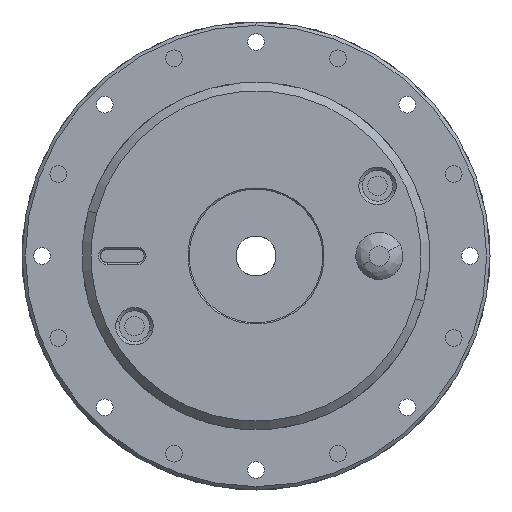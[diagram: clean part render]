
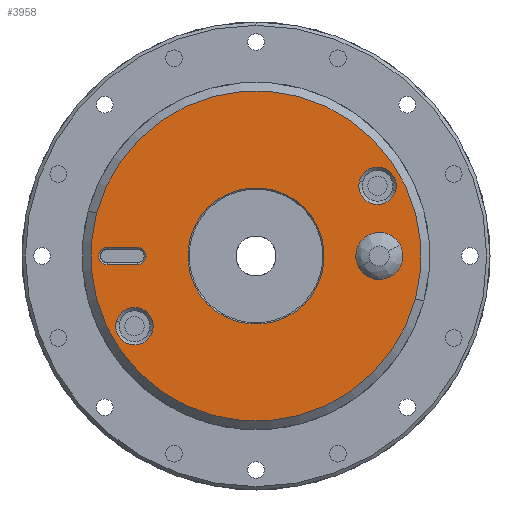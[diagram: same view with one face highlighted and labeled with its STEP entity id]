
A CAD part, left-side view. The second image highlights one B-rep face of the part: STEP entity #3958.
In plain terms, the highlighted face is planar.
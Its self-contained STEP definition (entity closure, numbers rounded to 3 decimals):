
#24 = CIRCLE ( 'NONE', #9045, 3. ) ;
#123 = DIRECTION ( 'NONE',  ( 0., 0., 1. ) ) ;
#210 = CIRCLE ( 'NONE', #19140, 24.7 ) ;
#594 = EDGE_CURVE ( 'NONE', #17866, #4317, #13575, .T. ) ;
#727 = DIRECTION ( 'NONE',  ( 1., 0., 0. ) ) ;
#1071 = EDGE_CURVE ( 'NONE', #8654, #21340, #19988, .T. ) ;
#1124 = AXIS2_PLACEMENT_3D ( 'NONE', #5728, #5661, #4841 ) ;
#1167 = EDGE_CURVE ( 'NONE', #1293, #11889, #18932, .T. ) ;
#1168 = EDGE_LOOP ( 'NONE', ( #2653, #16142 ) ) ;
#1212 = CARTESIAN_POINT ( 'NONE',  ( -12.049, -14.849, 7. ) ) ;
#1293 = VERTEX_POINT ( 'NONE', #1755 ) ;
#1359 = AXIS2_PLACEMENT_3D ( 'NONE', #5039, #4891, #4871 ) ;
#1568 = CIRCLE ( 'NONE', #1124, 2.8 ) ;
#1755 = CARTESIAN_POINT ( 'NONE',  ( -10.2, 0., 7. ) ) ;
#1893 = ORIENTED_EDGE ( 'NONE', *, *, #17499, .T. ) ;
#2653 = ORIENTED_EDGE ( 'NONE', *, *, #2799, .F. ) ;
#2799 = EDGE_CURVE ( 'NONE', #19627, #18220, #20474, .T. ) ;
#2882 = CIRCLE ( 'NONE', #15286, 2.8 ) ;
#2919 = EDGE_LOOP ( 'NONE', ( #12286, #15857 ) ) ;
#3014 = DIRECTION ( 'NONE',  ( 1., 0., 0. ) ) ;
#3044 = ORIENTED_EDGE ( 'NONE', *, *, #3285, .F. ) ;
#3285 = EDGE_CURVE ( 'NONE', #3491, #7557, #2882, .T. ) ;
#3468 = AXIS2_PLACEMENT_3D ( 'NONE', #6091, #6094, #6695 ) ;
#3491 = VERTEX_POINT ( 'NONE', #6097 ) ;
#3958 = ADVANCED_FACE ( 'NONE', ( #7934, #6098, #7885, #8004, #6146, #6177 ), #21024, .T. ) ;
#4173 = VERTEX_POINT ( 'NONE', #10702 ) ;
#4249 = AXIS2_PLACEMENT_3D ( 'NONE', #11039, #10888, #10811 ) ;
#4265 = CARTESIAN_POINT ( 'NONE',  ( 0., 0., 7. ) ) ;
#4297 = DIRECTION ( 'NONE',  ( 0., 0., -1. ) ) ;
#4312 = DIRECTION ( 'NONE',  ( 1., 0., 0. ) ) ;
#4317 = VERTEX_POINT ( 'NONE', #22469 ) ;
#4659 = EDGE_CURVE ( 'NONE', #18220, #19627, #24, .T. ) ;
#4841 = DIRECTION ( 'NONE',  ( 1., 0., 0. ) ) ;
#4871 = DIRECTION ( 'NONE',  ( 1., 0., 0. ) ) ;
#4891 = DIRECTION ( 'NONE',  ( 0., 0., 1. ) ) ;
#5039 = CARTESIAN_POINT ( 'NONE',  ( 14.849, 14.849, 7. ) ) ;
#5337 = EDGE_LOOP ( 'NONE', ( #6549, #17391 ) ) ;
#5661 = DIRECTION ( 'NONE',  ( 0., 0., 1. ) ) ;
#5728 = CARTESIAN_POINT ( 'NONE',  ( -14.849, -14.849, 7. ) ) ;
#5937 = CARTESIAN_POINT ( 'NONE',  ( -14.821, -4.775, 7. ) ) ;
#6091 = CARTESIAN_POINT ( 'NONE',  ( 0., 0., 7. ) ) ;
#6094 = DIRECTION ( 'NONE',  ( 0., 0., -1. ) ) ;
#6097 = CARTESIAN_POINT ( 'NONE',  ( 17.649, 14.849, 7. ) ) ;
#6098 = FACE_BOUND ( 'NONE', #2919, .T. ) ;
#6146 = FACE_BOUND ( 'NONE', #15465, .T. ) ;
#6177 = FACE_OUTER_BOUND ( 'NONE', #14199, .T. ) ;
#6240 = LINE ( 'NONE', #12518, #6446 ) ;
#6446 = VECTOR ( 'NONE', #14446, 1000. ) ;
#6549 = ORIENTED_EDGE ( 'NONE', *, *, #11560, .F. ) ;
#6634 = EDGE_LOOP ( 'NONE', ( #9310, #1893, #22814, #12535, #13452 ) ) ;
#6695 = DIRECTION ( 'NONE',  ( 1., 0., 0. ) ) ;
#6968 = CARTESIAN_POINT ( 'NONE',  ( -17.649, -14.849, 7. ) ) ;
#7361 = DIRECTION ( 'NONE',  ( 0., 0., -1. ) ) ;
#7426 = VECTOR ( 'NONE', #21744, 1000. ) ;
#7557 = VERTEX_POINT ( 'NONE', #9829 ) ;
#7650 = DIRECTION ( 'NONE',  ( 0., 0., 1. ) ) ;
#7885 = FACE_BOUND ( 'NONE', #6634, .T. ) ;
#7934 = FACE_BOUND ( 'NONE', #1168, .T. ) ;
#8004 = FACE_BOUND ( 'NONE', #5337, .T. ) ;
#8550 = CARTESIAN_POINT ( 'NONE',  ( -17.821, -4.775, 7. ) ) ;
#8654 = VERTEX_POINT ( 'NONE', #21290 ) ;
#9045 = AXIS2_PLACEMENT_3D ( 'NONE', #10954, #10603, #3014 ) ;
#9187 = EDGE_CURVE ( 'NONE', #21340, #12799, #22632, .T. ) ;
#9188 = AXIS2_PLACEMENT_3D ( 'NONE', #8550, #12605, #12632 ) ;
#9271 = EDGE_CURVE ( 'NONE', #12799, #17866, #19685, .T. ) ;
#9310 = ORIENTED_EDGE ( 'NONE', *, *, #594, .T. ) ;
#9829 = CARTESIAN_POINT ( 'NONE',  ( 12.049, 14.849, 7. ) ) ;
#9986 = EDGE_CURVE ( 'NONE', #7557, #3491, #22928, .T. ) ;
#10233 = EDGE_CURVE ( 'NONE', #4173, #20366, #210, .T. ) ;
#10603 = DIRECTION ( 'NONE',  ( 0., 0., 1. ) ) ;
#10702 = CARTESIAN_POINT ( 'NONE',  ( -24.7, 0., 7. ) ) ;
#10733 = CARTESIAN_POINT ( 'NONE',  ( 21.492, 5.759, 7. ) ) ;
#10811 = DIRECTION ( 'NONE',  ( 1., 0., 0. ) ) ;
#10879 = ORIENTED_EDGE ( 'NONE', *, *, #19123, .T. ) ;
#10888 = DIRECTION ( 'NONE',  ( 0., 0., -1. ) ) ;
#10954 = CARTESIAN_POINT ( 'NONE',  ( -17.821, -4.775, 7. ) ) ;
#11039 = CARTESIAN_POINT ( 'NONE',  ( 21.492, 5.759, 7. ) ) ;
#11087 = DIRECTION ( 'NONE',  ( 1., 0., 0. ) ) ;
#11560 = EDGE_CURVE ( 'NONE', #14429, #19739, #1568, .T. ) ;
#11563 = DIRECTION ( 'NONE',  ( 0., 0., 1. ) ) ;
#11665 = CARTESIAN_POINT ( 'NONE',  ( 0., 0., 7. ) ) ;
#11785 = DIRECTION ( 'NONE',  ( 0., 0., -1. ) ) ;
#11825 = CARTESIAN_POINT ( 'NONE',  ( 24.7, 0., 7. ) ) ;
#11866 = DIRECTION ( 'NONE',  ( 1., 0., 0. ) ) ;
#11889 = VERTEX_POINT ( 'NONE', #18185 ) ;
#12286 = ORIENTED_EDGE ( 'NONE', *, *, #19374, .T. ) ;
#12518 = CARTESIAN_POINT ( 'NONE',  ( 21.155, 7.014, 7. ) ) ;
#12535 = ORIENTED_EDGE ( 'NONE', *, *, #9187, .T. ) ;
#12539 = CARTESIAN_POINT ( 'NONE',  ( 22.792, 5.759, 7. ) ) ;
#12605 = DIRECTION ( 'NONE',  ( 0., 0., 1. ) ) ;
#12606 = CIRCLE ( 'NONE', #14752, 2.8 ) ;
#12632 = DIRECTION ( 'NONE',  ( 1., 0., 0. ) ) ;
#12799 = VERTEX_POINT ( 'NONE', #22748 ) ;
#13452 = ORIENTED_EDGE ( 'NONE', *, *, #9271, .T. ) ;
#13528 = CIRCLE ( 'NONE', #21376, 24.7 ) ;
#13575 = CIRCLE ( 'NONE', #21478, 1.3 ) ;
#13695 = AXIS2_PLACEMENT_3D ( 'NONE', #21615, #7650, #15390 ) ;
#14199 = EDGE_LOOP ( 'NONE', ( #20225, #10879 ) ) ;
#14427 = CARTESIAN_POINT ( 'NONE',  ( 17.145, 4.594, 7. ) ) ;
#14429 = VERTEX_POINT ( 'NONE', #1212 ) ;
#14446 = DIRECTION ( 'NONE',  ( 0.966, 0.259, 0. ) ) ;
#14483 = CIRCLE ( 'NONE', #21116, 10.2 ) ;
#14752 = AXIS2_PLACEMENT_3D ( 'NONE', #14986, #22605, #20682 ) ;
#14986 = CARTESIAN_POINT ( 'NONE',  ( -14.849, -14.849, 7. ) ) ;
#15286 = AXIS2_PLACEMENT_3D ( 'NONE', #17572, #17590, #17481 ) ;
#15390 = DIRECTION ( 'NONE',  ( 1., 0., 0. ) ) ;
#15465 = EDGE_LOOP ( 'NONE', ( #3044, #22218 ) ) ;
#15587 = CARTESIAN_POINT ( 'NONE',  ( -20.821, -4.775, 7. ) ) ;
#15857 = ORIENTED_EDGE ( 'NONE', *, *, #1167, .T. ) ;
#16138 = DIRECTION ( 'NONE',  ( 1., 0., 0. ) ) ;
#16142 = ORIENTED_EDGE ( 'NONE', *, *, #4659, .F. ) ;
#17307 = CARTESIAN_POINT ( 'NONE',  ( 17.482, 3.338, 7. ) ) ;
#17391 = ORIENTED_EDGE ( 'NONE', *, *, #18908, .F. ) ;
#17481 = DIRECTION ( 'NONE',  ( 1., 0., 0. ) ) ;
#17499 = EDGE_CURVE ( 'NONE', #4317, #8654, #6240, .T. ) ;
#17572 = CARTESIAN_POINT ( 'NONE',  ( 14.849, 14.849, 7. ) ) ;
#17590 = DIRECTION ( 'NONE',  ( 0., 0., 1. ) ) ;
#17866 = VERTEX_POINT ( 'NONE', #17307 ) ;
#18185 = CARTESIAN_POINT ( 'NONE',  ( 10.2, 0., 7. ) ) ;
#18220 = VERTEX_POINT ( 'NONE', #15587 ) ;
#18812 = AXIS2_PLACEMENT_3D ( 'NONE', #10733, #11785, #16138 ) ;
#18908 = EDGE_CURVE ( 'NONE', #19739, #14429, #12606, .T. ) ;
#18932 = CIRCLE ( 'NONE', #3468, 10.2 ) ;
#19123 = EDGE_CURVE ( 'NONE', #20366, #4173, #13528, .T. ) ;
#19140 = AXIS2_PLACEMENT_3D ( 'NONE', #11665, #11563, #11087 ) ;
#19374 = EDGE_CURVE ( 'NONE', #11889, #1293, #14483, .T. ) ;
#19397 = CARTESIAN_POINT ( 'NONE',  ( 17.482, 3.338, 7. ) ) ;
#19627 = VERTEX_POINT ( 'NONE', #5937 ) ;
#19685 = LINE ( 'NONE', #19397, #7426 ) ;
#19739 = VERTEX_POINT ( 'NONE', #6968 ) ;
#19988 = CIRCLE ( 'NONE', #18812, 1.3 ) ;
#20225 = ORIENTED_EDGE ( 'NONE', *, *, #10233, .T. ) ;
#20366 = VERTEX_POINT ( 'NONE', #11825 ) ;
#20474 = CIRCLE ( 'NONE', #9188, 3. ) ;
#20682 = DIRECTION ( 'NONE',  ( 1., 0., 0. ) ) ;
#21024 = PLANE ( 'NONE',  #13695 ) ;
#21116 = AXIS2_PLACEMENT_3D ( 'NONE', #4265, #4297, #4312 ) ;
#21290 = CARTESIAN_POINT ( 'NONE',  ( 21.155, 7.014, 7. ) ) ;
#21340 = VERTEX_POINT ( 'NONE', #12539 ) ;
#21376 = AXIS2_PLACEMENT_3D ( 'NONE', #21754, #123, #727 ) ;
#21478 = AXIS2_PLACEMENT_3D ( 'NONE', #14427, #7361, #11866 ) ;
#21615 = CARTESIAN_POINT ( 'NONE',  ( 0., 0., 7. ) ) ;
#21744 = DIRECTION ( 'NONE',  ( -0.966, -0.259, 0. ) ) ;
#21754 = CARTESIAN_POINT ( 'NONE',  ( 0., 0., 7. ) ) ;
#22218 = ORIENTED_EDGE ( 'NONE', *, *, #9986, .F. ) ;
#22469 = CARTESIAN_POINT ( 'NONE',  ( 16.809, 5.85, 7. ) ) ;
#22605 = DIRECTION ( 'NONE',  ( 0., 0., 1. ) ) ;
#22632 = CIRCLE ( 'NONE', #4249, 1.3 ) ;
#22748 = CARTESIAN_POINT ( 'NONE',  ( 21.828, 4.503, 7. ) ) ;
#22814 = ORIENTED_EDGE ( 'NONE', *, *, #1071, .T. ) ;
#22928 = CIRCLE ( 'NONE', #1359, 2.8 ) ;
